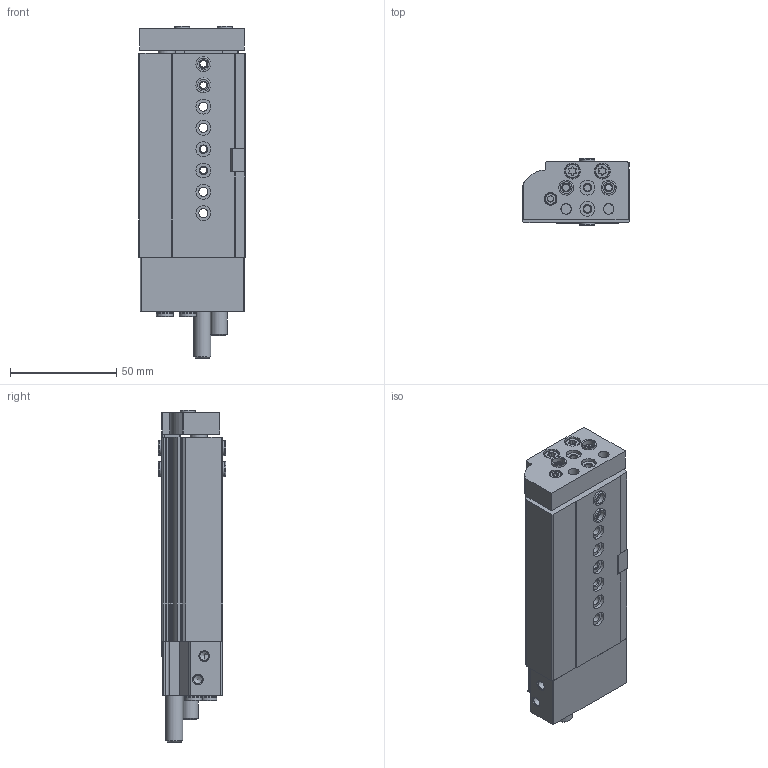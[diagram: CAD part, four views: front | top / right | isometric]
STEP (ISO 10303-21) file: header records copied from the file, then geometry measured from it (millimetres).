
FILE_DESCRIPTION(/* description */ ('STEP AP214'),/* implementation_level */ '2;1');
FILE_NAME(/* name */ '543945_DGSL-10-40-PA',/* time_stamp */ '2024-08-16T00:17:33+02:00',/* author */ ('License CC BY-ND 4.0'),/* organization */ ('CADENAS'),/* preprocessor_version */ 'ST-DEVELOPER v19.3',/* originating_system */ 'PARTsolutions',/* authorisation */ ' ');
FILE_SCHEMA (('AUTOMOTIVE_DESIGN {1 0 10303 214 3 1 1}'));
Length unit declared in the file: millimetre
Products named in the file (7): 543945 DGSL-10-40-PA---(0); DGSL-10---(40-0-0-10-zr); 699439 DGSL-10-P; 174308 B-M5-B; 686785 DGSL-10-AS; DGSL-10---(40-0-JP); 8146544 ZBH-7-B
Assembly tree (13 placements, depth 2):
  543945 DGSL-10-40-PA---(0)
    DGSL-10---(40-0-0-10-zr)
    699439 DGSL-10-P  x2
    174308 B-M5-B  x2
    686785 DGSL-10-AS
    DGSL-10---(40-0-JP)
    8146544 ZBH-7-B  x6
Bounding box: 50 x 31.6 x 156 mm (x, y, z)
Volume: 144259.8 mm3; surface area: 55048.8 mm2
Topology: 13 solids, 13 shells, 639 faces, 1580 edges, 1028 vertices
Faces by surface type: plane 283, cylinder 272, cone 60, torus 24
Full cylindrical faces by diameter (mm): 2.459 x1, 2.5 x2, 3.242 x13, 4 x1, 4.134 x4, 4.3 x4, 4.8 x2, 5 x4, 5.5 x4, 6 x6, 6.917 x2, 7 x21, 7.2 x2, 7.5 x3, 8 x11, 8.08 x2, 8.2 x4, 12 x2
Entity records: 16853 total; most frequent: DIRECTION 2972, CARTESIAN_POINT 2924, ORIENTED_EDGE 2538, EDGE_CURVE 1269, AXIS2_PLACEMENT_3D 1159, VERTEX_POINT 920, FACE_BOUND 829, EDGE_LOOP 822
